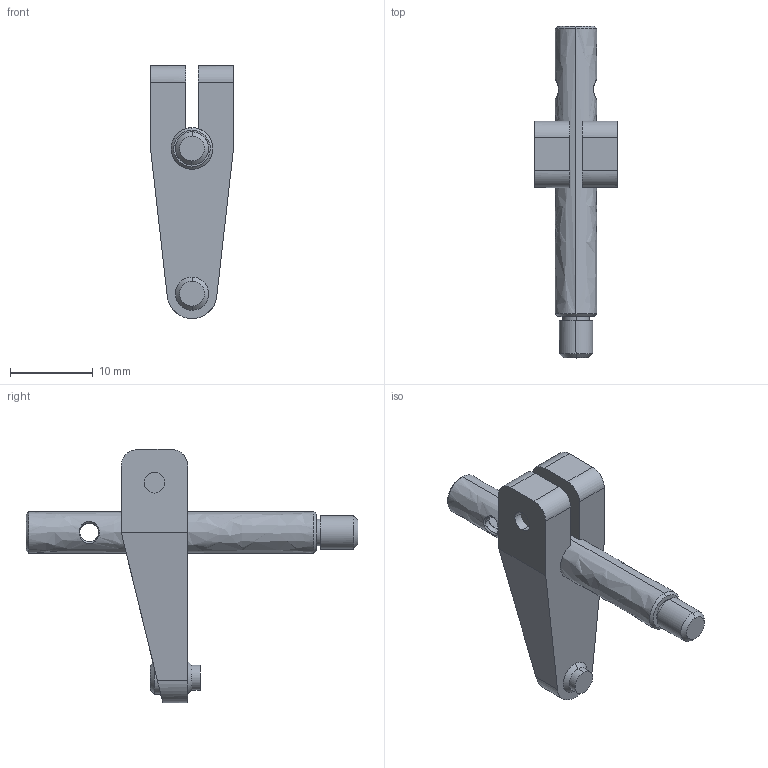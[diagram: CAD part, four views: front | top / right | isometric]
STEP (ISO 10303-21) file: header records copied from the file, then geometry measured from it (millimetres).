
FILE_DESCRIPTION (( 'STEP AP203' ), '1' );
FILE_NAME ('1.8.STEP', '2021-02-26T02:39:29', ( '' ), ( '' ), 'SwSTEP 2.0', 'SolidWorks 2020', '' );
FILE_SCHEMA (( 'CONFIG_CONTROL_DESIGN' ));
Length unit declared in the file: millimetre
Products named in the file (1): 1.8
Bounding box: 10 x 40 x 30.5 mm (x, y, z)
Surface area: 1948.1 mm2 (no closed solid volume)
Topology: 0 solids, 4 shells, 93 faces, 235 edges, 150 vertices
Faces by surface type: bspline 93
Entity records: 6998 total; most frequent: CARTESIAN_POINT 5549, ORIENTED_EDGE 452, EDGE_CURVE 233, B_SPLINE_CURVE_WITH_KNOTS 184, VERTEX_POINT 150, EDGE_LOOP 106, ADVANCED_FACE 93, FACE_OUTER_BOUND 93
